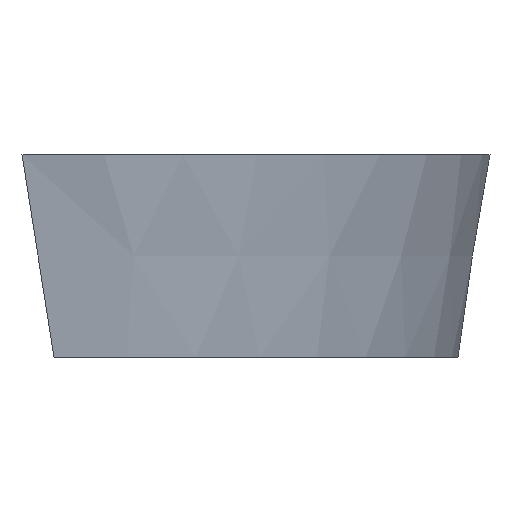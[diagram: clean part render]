
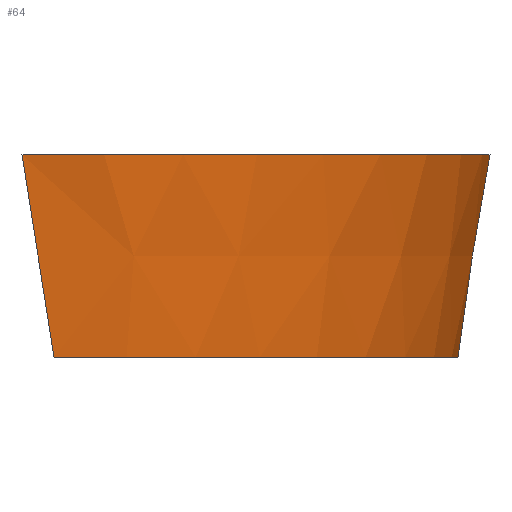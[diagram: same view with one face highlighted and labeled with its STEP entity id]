
A CAD part, front view. The second image highlights one B-rep face of the part: STEP entity #64.
In plain terms, the highlighted conical face has half-angle 9 degrees and reference radius 7.301 mm.
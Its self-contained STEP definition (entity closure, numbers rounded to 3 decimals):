
#37=CONICAL_SURFACE('',#284,7.301,9.);
#49=FACE_OUTER_BOUND('',#128,.T.);
#64=ADVANCED_FACE('',(#49),#37,.T.);
#76=LINE('',#511,#82);
#82=VECTOR('',#339,1.);
#128=EDGE_LOOP('',(#169,#170,#171,#172));
#169=ORIENTED_EDGE('',*,*,#195,.F.);
#170=ORIENTED_EDGE('',*,*,#209,.T.);
#171=ORIENTED_EDGE('',*,*,#201,.F.);
#172=ORIENTED_EDGE('',*,*,#212,.T.);
#175=VERTEX_POINT('',#387);
#177=VERTEX_POINT('',#391);
#181=VERTEX_POINT('',#429);
#183=VERTEX_POINT('',#433);
#195=EDGE_CURVE('',#177,#175,#215,.T.);
#201=EDGE_CURVE('',#183,#181,#219,.T.);
#209=EDGE_CURVE('',#177,#181,#76,.T.);
#212=EDGE_CURVE('',#183,#175,#236,.T.);
#215=CIRCLE('',#261,7.335);
#219=CIRCLE('',#267,7.839);
#236=B_SPLINE_CURVE_WITH_KNOTS('',3,(#518,#519,#520,#521),.UNSPECIFIED.,
 .F.,.F.,(4,4),(0.,1.),.UNSPECIFIED.);
#261=AXIS2_PLACEMENT_3D('',#392,#297,#298);
#267=AXIS2_PLACEMENT_3D('',#434,#311,#312);
#284=AXIS2_PLACEMENT_3D('',#524,#347,#348);
#297=DIRECTION('',(0.,0.,-1.));
#298=DIRECTION('',(1.,0.,0.));
#311=DIRECTION('',(0.,0.,1.));
#312=DIRECTION('',(1.,0.,0.));
#339=DIRECTION('',(0.155,0.024,0.988));
#347=DIRECTION('',(0.,0.,1.));
#348=DIRECTION('',(1.,0.,0.));
#387=CARTESIAN_POINT('',(-3.141,-7.994,-3.18));
#391=CARTESIAN_POINT('',(3.114,0.422,-3.18));
#392=CARTESIAN_POINT('',(-4.131,-0.725,-3.18));
#429=CARTESIAN_POINT('',(3.611,0.501,0.));
#433=CARTESIAN_POINT('',(-3.645,-8.549,0.));
#434=CARTESIAN_POINT('',(-4.131,-0.725,0.));
#511=CARTESIAN_POINT('',(3.079,0.417,-3.4));
#518=CARTESIAN_POINT('',(-3.645,-8.549,0.));
#519=CARTESIAN_POINT('',(-3.477,-8.371,-1.061));
#520=CARTESIAN_POINT('',(-3.309,-8.186,-2.121));
#521=CARTESIAN_POINT('',(-3.141,-7.994,-3.18));
#524=CARTESIAN_POINT('',(-4.131,-0.725,-3.4));
